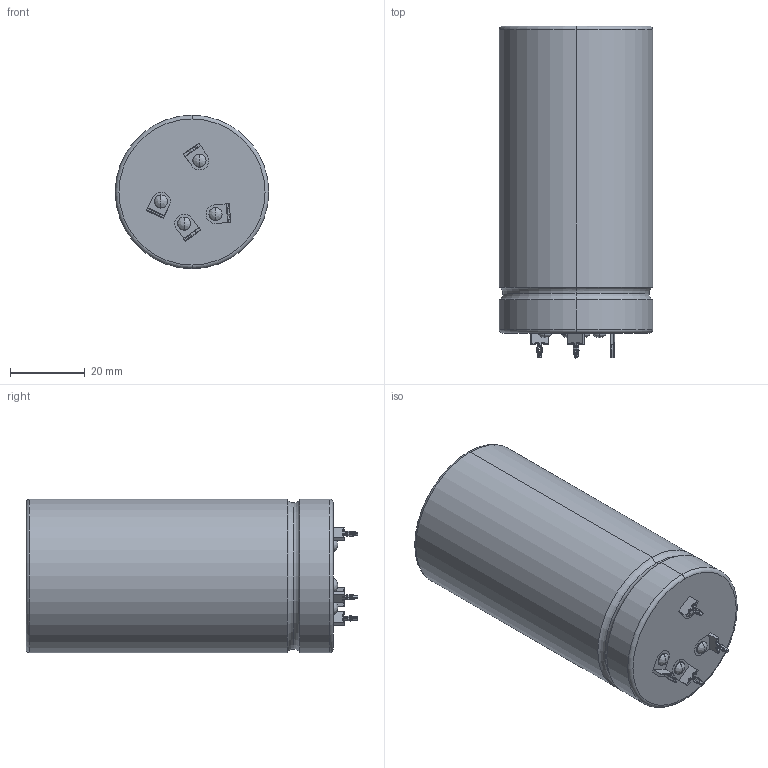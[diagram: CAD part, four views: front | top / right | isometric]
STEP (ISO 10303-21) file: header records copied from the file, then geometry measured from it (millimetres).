
FILE_DESCRIPTION (( 'STEP AP214' ), '1' );
FILE_NAME ('CARS_ALF2040C_40X80_D41L82S22.5LL6.5.STEP', '2020-06-05T21:14:05', ( '' ), ( '' ), 'SwSTEP 2.0', 'SolidWorks 2014', '' );
FILE_SCHEMA (( 'AUTOMOTIVE_DESIGN' ));
Length unit declared in the file: millimetre
Products named in the file (1): CARS_ALF2040C_40X80_D41L82S22.5LL6.5
Bounding box: 41 x 88.61 x 41 mm (x, y, z)
Volume: 107998.5 mm3; surface area: 13499.5 mm2
Topology: 6 solids, 6 shells, 333 faces, 809 edges, 488 vertices
Faces by surface type: plane 139, cylinder 138, torus 48, bspline 8
Entity records: 13010 total; most frequent: CARTESIAN_POINT 2334, ORIENTED_EDGE 1602, DIRECTION 1539, EDGE_CURVE 801, AXIS2_PLACEMENT_3D 519, VECTOR 501, LINE 501, VERTEX_POINT 488
